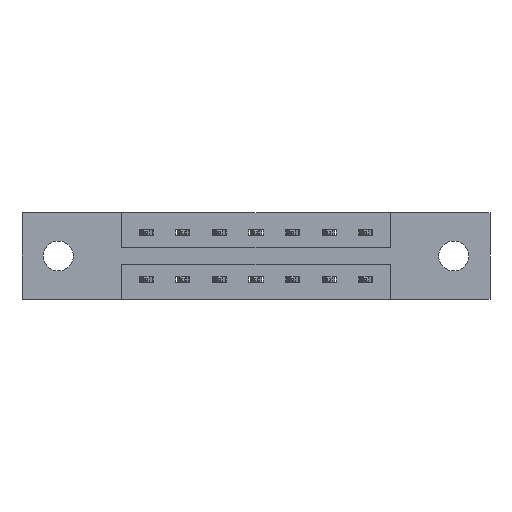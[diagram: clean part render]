
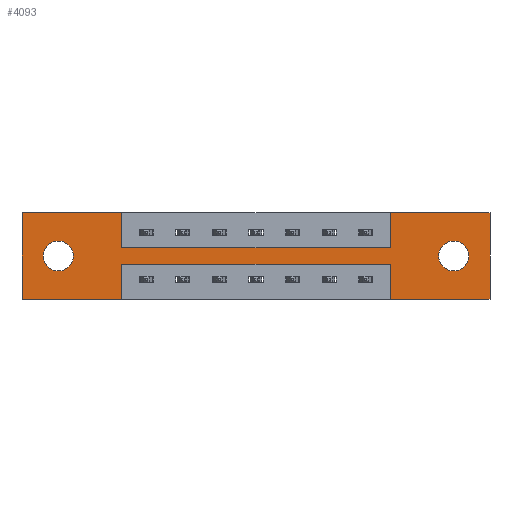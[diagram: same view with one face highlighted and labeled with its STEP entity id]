
A CAD part, front view. The second image highlights one B-rep face of the part: STEP entity #4093.
In plain terms, the highlighted planar face has unit normal (0, -1, 0).
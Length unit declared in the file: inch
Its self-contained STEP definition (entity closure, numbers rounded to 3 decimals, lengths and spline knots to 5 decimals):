
#87 = VERTEX_POINT ( 'NONE', #389 ) ;
#135 = AXIS2_PLACEMENT_3D ( 'NONE', #7204, #2541, #8789 ) ;
#320 = VERTEX_POINT ( 'NONE', #6299 ) ;
#345 = DIRECTION ( 'NONE',  ( 0., 0., -1. ) ) ;
#389 = CARTESIAN_POINT ( 'NONE',  ( 1.843, 0., -0.121 ) ) ;
#450 = FACE_BOUND ( 'NONE', #9199, .T. ) ;
#593 = CARTESIAN_POINT ( 'NONE',  ( 0., 0., 0. ) ) ;
#651 = CARTESIAN_POINT ( 'NONE',  ( 0.425, 0., 0. ) ) ;
#672 = DIRECTION ( 'NONE',  ( 0., 1., 0. ) ) ;
#678 = EDGE_CURVE ( 'NONE', #5134, #87, #7021, .T. ) ;
#815 = ORIENTED_EDGE ( 'NONE', *, *, #4924, .F. ) ;
#829 = DIRECTION ( 'NONE',  ( -1., 0., 0. ) ) ;
#1007 = CARTESIAN_POINT ( 'NONE',  ( 1.998, 0., -0.37 ) ) ;
#1078 = CARTESIAN_POINT ( 'NONE',  ( 1.573, 0., 0. ) ) ;
#1091 = VECTOR ( 'NONE', #829, 39.37008 ) ;
#1111 = CARTESIAN_POINT ( 'NONE',  ( 0., 0., 0. ) ) ;
#1202 = LINE ( 'NONE', #7750, #5420 ) ;
#1245 = EDGE_CURVE ( 'NONE', #1613, #4194, #4696, .T. ) ;
#1297 = ORIENTED_EDGE ( 'NONE', *, *, #4792, .T. ) ;
#1299 = AXIS2_PLACEMENT_3D ( 'NONE', #5917, #1372, #1300 ) ;
#1300 = DIRECTION ( 'NONE',  ( 0., 0., -1. ) ) ;
#1318 = EDGE_CURVE ( 'NONE', #87, #5134, #8816, .T. ) ;
#1372 = DIRECTION ( 'NONE',  ( 0., 1., 0. ) ) ;
#1456 = DIRECTION ( 'NONE',  ( 1., 0., 0. ) ) ;
#1528 = DIRECTION ( 'NONE',  ( 0., -1., 0. ) ) ;
#1577 = EDGE_CURVE ( 'NONE', #8835, #4793, #1202, .T. ) ;
#1613 = VERTEX_POINT ( 'NONE', #6991 ) ;
#1698 = VERTEX_POINT ( 'NONE', #5621 ) ;
#1728 = CARTESIAN_POINT ( 'NONE',  ( 0.425, 0., -0.22 ) ) ;
#1891 = ORIENTED_EDGE ( 'NONE', *, *, #1318, .T. ) ;
#1913 = CARTESIAN_POINT ( 'NONE',  ( 1.998, 0., 0. ) ) ;
#2023 = CARTESIAN_POINT ( 'NONE',  ( 1.573, 0., -0.37 ) ) ;
#2093 = DIRECTION ( 'NONE',  ( 0., 0., 1. ) ) ;
#2215 = ORIENTED_EDGE ( 'NONE', *, *, #5003, .F. ) ;
#2232 = CIRCLE ( 'NONE', #135, 0.064 ) ;
#2242 = DIRECTION ( 'NONE',  ( 0., 0., -1. ) ) ;
#2336 = PLANE ( 'NONE',  #9163 ) ;
#2361 = ORIENTED_EDGE ( 'NONE', *, *, #6316, .F. ) ;
#2397 = DIRECTION ( 'NONE',  ( 0., 0., -1. ) ) ;
#2541 = DIRECTION ( 'NONE',  ( 0., 1., 0. ) ) ;
#2659 = EDGE_CURVE ( 'NONE', #8048, #7729, #9751, .T. ) ;
#2736 = ORIENTED_EDGE ( 'NONE', *, *, #1245, .F. ) ;
#2929 = VECTOR ( 'NONE', #9297, 39.37008 ) ;
#2959 = DIRECTION ( 'NONE',  ( 0., 0., 1. ) ) ;
#3172 = LINE ( 'NONE', #8157, #3663 ) ;
#3391 = ORIENTED_EDGE ( 'NONE', *, *, #7583, .F. ) ;
#3490 = DIRECTION ( 'NONE',  ( 0., 0., -1. ) ) ;
#3494 = AXIS2_PLACEMENT_3D ( 'NONE', #9814, #6625, #2093 ) ;
#3539 = LINE ( 'NONE', #6036, #4154 ) ;
#3652 = DIRECTION ( 'NONE',  ( 1., 0., 0. ) ) ;
#3663 = VECTOR ( 'NONE', #3490, 39.37008 ) ;
#3759 = ORIENTED_EDGE ( 'NONE', *, *, #678, .T. ) ;
#3963 = DIRECTION ( 'NONE',  ( -1., 0., 0. ) ) ;
#4093 = ADVANCED_FACE ( 'NONE', ( #450, #8880, #4745 ), #2336, .T. ) ;
#4154 = VECTOR ( 'NONE', #3652, 39.37008 ) ;
#4194 = VERTEX_POINT ( 'NONE', #4428 ) ;
#4253 = LINE ( 'NONE', #593, #4503 ) ;
#4276 = VECTOR ( 'NONE', #8155, 39.37008 ) ;
#4311 = ORIENTED_EDGE ( 'NONE', *, *, #7165, .T. ) ;
#4319 = EDGE_LOOP ( 'NONE', ( #815, #3391, #5945, #7765, #8375, #8655, #8449, #2361, #2215, #8249, #6142, #2736 ) ) ;
#4378 = AXIS2_PLACEMENT_3D ( 'NONE', #8329, #672, #2242 ) ;
#4409 = EDGE_CURVE ( 'NONE', #320, #5891, #4527, .T. ) ;
#4428 = CARTESIAN_POINT ( 'NONE',  ( 0., 0., -0.37 ) ) ;
#4463 = EDGE_CURVE ( 'NONE', #4793, #8822, #5609, .T. ) ;
#4503 = VECTOR ( 'NONE', #9754, 39.37008 ) ;
#4527 = LINE ( 'NONE', #5035, #4276 ) ;
#4696 = LINE ( 'NONE', #9962, #1091 ) ;
#4724 = VERTEX_POINT ( 'NONE', #1913 ) ;
#4745 = FACE_OUTER_BOUND ( 'NONE', #4319, .T. ) ;
#4792 = EDGE_CURVE ( 'NONE', #1698, #9711, #8256, .T. ) ;
#4793 = VERTEX_POINT ( 'NONE', #2023 ) ;
#4810 = EDGE_CURVE ( 'NONE', #4194, #320, #4253, .T. ) ;
#4924 = EDGE_CURVE ( 'NONE', #6103, #1613, #3172, .T. ) ;
#4967 = LINE ( 'NONE', #1728, #2929 ) ;
#4986 = EDGE_CURVE ( 'NONE', #7729, #4724, #7295, .T. ) ;
#5003 = EDGE_CURVE ( 'NONE', #5891, #8009, #6714, .T. ) ;
#5035 = CARTESIAN_POINT ( 'NONE',  ( 0., 0., 0. ) ) ;
#5134 = VERTEX_POINT ( 'NONE', #7504 ) ;
#5136 = CARTESIAN_POINT ( 'NONE',  ( 0.425, 0., 0. ) ) ;
#5330 = DIRECTION ( 'NONE',  ( 0., 0., 1. ) ) ;
#5348 = LINE ( 'NONE', #5720, #8023 ) ;
#5420 = VECTOR ( 'NONE', #3963, 39.37008 ) ;
#5435 = CARTESIAN_POINT ( 'NONE',  ( 1.573, 0., 0. ) ) ;
#5483 = CARTESIAN_POINT ( 'NONE',  ( 0.155, 0., -0.249 ) ) ;
#5609 = LINE ( 'NONE', #9924, #6227 ) ;
#5621 = CARTESIAN_POINT ( 'NONE',  ( 0.155, 0., -0.121 ) ) ;
#5685 = CARTESIAN_POINT ( 'NONE',  ( 0.425, 0., -0.22 ) ) ;
#5720 = CARTESIAN_POINT ( 'NONE',  ( 1.998, 0., 0. ) ) ;
#5891 = VERTEX_POINT ( 'NONE', #651 ) ;
#5917 = CARTESIAN_POINT ( 'NONE',  ( 1.843, 0., -0.185 ) ) ;
#5945 = ORIENTED_EDGE ( 'NONE', *, *, #4463, .F. ) ;
#6036 = CARTESIAN_POINT ( 'NONE',  ( 0.425, 0., -0.15 ) ) ;
#6103 = VERTEX_POINT ( 'NONE', #5685 ) ;
#6142 = ORIENTED_EDGE ( 'NONE', *, *, #4810, .F. ) ;
#6227 = VECTOR ( 'NONE', #2959, 39.37008 ) ;
#6299 = CARTESIAN_POINT ( 'NONE',  ( 0., 0., 0. ) ) ;
#6316 = EDGE_CURVE ( 'NONE', #8009, #8048, #3539, .T. ) ;
#6625 = DIRECTION ( 'NONE',  ( 0., 1., 0. ) ) ;
#6714 = LINE ( 'NONE', #5136, #6827 ) ;
#6827 = VECTOR ( 'NONE', #345, 39.37008 ) ;
#6898 = CARTESIAN_POINT ( 'NONE',  ( 0., 0., -0.37 ) ) ;
#6922 = EDGE_CURVE ( 'NONE', #4724, #8835, #5348, .T. ) ;
#6991 = CARTESIAN_POINT ( 'NONE',  ( 0.425, 0., -0.37 ) ) ;
#7021 = CIRCLE ( 'NONE', #1299, 0.064 ) ;
#7165 = EDGE_CURVE ( 'NONE', #9711, #1698, #2232, .T. ) ;
#7204 = CARTESIAN_POINT ( 'NONE',  ( 0.155, 0., -0.185 ) ) ;
#7243 = CARTESIAN_POINT ( 'NONE',  ( 1.573, 0., -0.22 ) ) ;
#7295 = LINE ( 'NONE', #1111, #8035 ) ;
#7504 = CARTESIAN_POINT ( 'NONE',  ( 1.843, 0., -0.249 ) ) ;
#7583 = EDGE_CURVE ( 'NONE', #8822, #6103, #4967, .T. ) ;
#7729 = VERTEX_POINT ( 'NONE', #1078 ) ;
#7750 = CARTESIAN_POINT ( 'NONE',  ( 0., 0., -0.37 ) ) ;
#7765 = ORIENTED_EDGE ( 'NONE', *, *, #1577, .F. ) ;
#7910 = DIRECTION ( 'NONE',  ( 0., 0., -1. ) ) ;
#8009 = VERTEX_POINT ( 'NONE', #8371 ) ;
#8023 = VECTOR ( 'NONE', #7910, 39.37008 ) ;
#8035 = VECTOR ( 'NONE', #1456, 39.37008 ) ;
#8048 = VERTEX_POINT ( 'NONE', #9133 ) ;
#8155 = DIRECTION ( 'NONE',  ( 1., 0., 0. ) ) ;
#8157 = CARTESIAN_POINT ( 'NONE',  ( 0.425, 0., -0.37 ) ) ;
#8249 = ORIENTED_EDGE ( 'NONE', *, *, #4409, .F. ) ;
#8256 = CIRCLE ( 'NONE', #3494, 0.064 ) ;
#8329 = CARTESIAN_POINT ( 'NONE',  ( 1.843, 0., -0.185 ) ) ;
#8371 = CARTESIAN_POINT ( 'NONE',  ( 0.425, 0., -0.15 ) ) ;
#8375 = ORIENTED_EDGE ( 'NONE', *, *, #6922, .F. ) ;
#8449 = ORIENTED_EDGE ( 'NONE', *, *, #2659, .F. ) ;
#8655 = ORIENTED_EDGE ( 'NONE', *, *, #4986, .F. ) ;
#8788 = VECTOR ( 'NONE', #5330, 39.37008 ) ;
#8789 = DIRECTION ( 'NONE',  ( 0., 0., 1. ) ) ;
#8816 = CIRCLE ( 'NONE', #4378, 0.064 ) ;
#8822 = VERTEX_POINT ( 'NONE', #7243 ) ;
#8835 = VERTEX_POINT ( 'NONE', #1007 ) ;
#8880 = FACE_BOUND ( 'NONE', #9416, .T. ) ;
#9133 = CARTESIAN_POINT ( 'NONE',  ( 1.573, 0., -0.15 ) ) ;
#9163 = AXIS2_PLACEMENT_3D ( 'NONE', #6898, #1528, #2397 ) ;
#9199 = EDGE_LOOP ( 'NONE', ( #1891, #3759 ) ) ;
#9297 = DIRECTION ( 'NONE',  ( -1., 0., 0. ) ) ;
#9416 = EDGE_LOOP ( 'NONE', ( #1297, #4311 ) ) ;
#9711 = VERTEX_POINT ( 'NONE', #5483 ) ;
#9751 = LINE ( 'NONE', #5435, #8788 ) ;
#9754 = DIRECTION ( 'NONE',  ( 0., 0., 1. ) ) ;
#9814 = CARTESIAN_POINT ( 'NONE',  ( 0.155, 0., -0.185 ) ) ;
#9924 = CARTESIAN_POINT ( 'NONE',  ( 1.573, 0., -0.37 ) ) ;
#9962 = CARTESIAN_POINT ( 'NONE',  ( 0., 0., -0.37 ) ) ;
